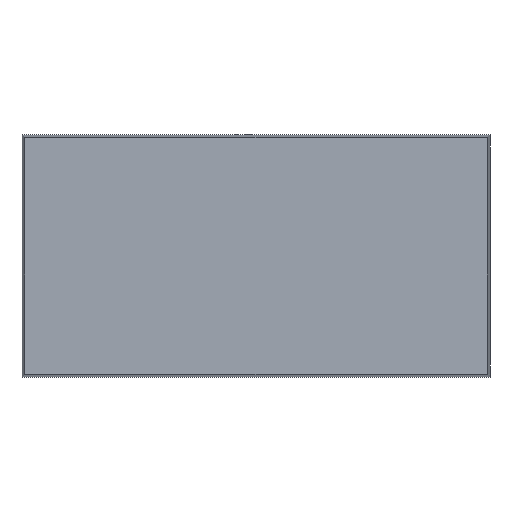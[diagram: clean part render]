
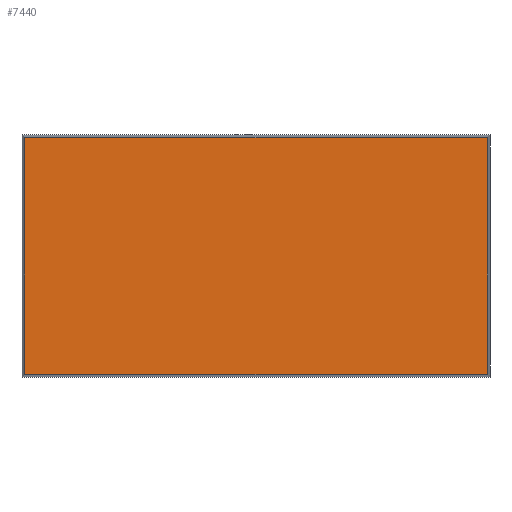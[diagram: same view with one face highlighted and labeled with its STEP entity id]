
A CAD part, top view. The second image highlights one B-rep face of the part: STEP entity #7440.
In plain terms, the highlighted face is planar.
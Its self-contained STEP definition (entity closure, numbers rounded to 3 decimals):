
#970=CARTESIAN_POINT('',(48.452,195.559,
-14.404));
#980=VERTEX_POINT('',#970);
#1390=CARTESIAN_POINT('',(48.452,195.559,
-23.003));
#1400=VERTEX_POINT('',#1390);
#1430=CARTESIAN_POINT('',(48.452,195.559,
-21.854));
#1440=DIRECTION('',(0.,0.,-1.));
#1450=VECTOR('',#1440,1.);
#1460=LINE('',#1430,#1450);
#1470=EDGE_CURVE('',#980,#1400,#1460,.T.);
#7140=CARTESIAN_POINT('',(48.452,167.212,
71.798));
#7150=DIRECTION('',(1.,0.,0.));
#7160=DIRECTION('',(0.,-1.,0.));
#7170=AXIS2_PLACEMENT_3D('',#7140,#7150,#7160);
#7180=PLANE('',#7170);
#7190=ORIENTED_EDGE('',*,*,#1470,.F.);
#7200=CARTESIAN_POINT('',(48.452,11.284,
-23.003));
#7210=DIRECTION('',(0.,-1.,0.));
#7220=VECTOR('',#7210,1.);
#7230=LINE('',#7200,#7220);
#7240=CARTESIAN_POINT('',(48.452,178.761,
-23.003));
#7250=VERTEX_POINT('',#7240);
#7260=EDGE_CURVE('',#1400,#7250,#7230,.T.);
#7270=ORIENTED_EDGE('',*,*,#7260,.F.);
#7280=CARTESIAN_POINT('',(48.452,178.761,
-21.854));
#7290=DIRECTION('',(0.,0.,-1.));
#7300=VECTOR('',#7290,1.);
#7310=LINE('',#7280,#7300);
#7320=CARTESIAN_POINT('',(48.452,178.761,
-14.404));
#7330=VERTEX_POINT('',#7320);
#7340=EDGE_CURVE('',#7330,#7250,#7310,.T.);
#7350=ORIENTED_EDGE('',*,*,#7340,.T.);
#7360=CARTESIAN_POINT('',(48.452,11.284,
-14.404));
#7370=DIRECTION('',(0.,-1.,0.));
#7380=VECTOR('',#7370,1.);
#7390=LINE('',#7360,#7380);
#7400=EDGE_CURVE('',#980,#7330,#7390,.T.);
#7410=ORIENTED_EDGE('',*,*,#7400,.T.);
#7420=EDGE_LOOP('',(#7410,#7350,#7270,#7190));
#7430=FACE_OUTER_BOUND('',#7420,.T.);
#7440=ADVANCED_FACE('',(#7430),#7180,.T.);
